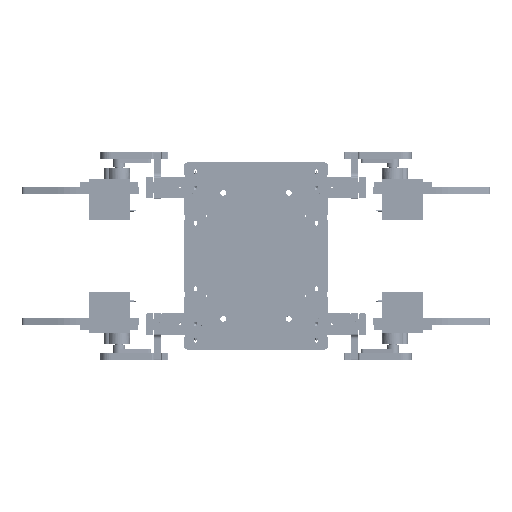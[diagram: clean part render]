
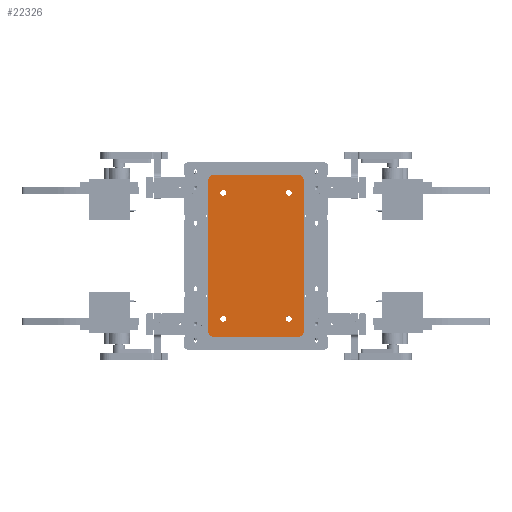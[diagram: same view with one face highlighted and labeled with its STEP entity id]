
A CAD part, top view. The second image highlights one B-rep face of the part: STEP entity #22326.
In plain terms, the highlighted planar face has unit normal (0, 0, 1).
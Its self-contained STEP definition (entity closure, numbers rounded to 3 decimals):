
#2800=FACE_BOUND('',#5707,.T.);
#2801=FACE_BOUND('',#5708,.T.);
#2802=FACE_BOUND('',#5709,.T.);
#2803=FACE_BOUND('',#5710,.T.);
#3301=PLANE('',#23601);
#4443=FACE_OUTER_BOUND('',#5706,.T.);
#5706=EDGE_LOOP('',(#20988,#20989,#20990,#20991,#20992,#20993,#20994,#20995));
#5707=EDGE_LOOP('',(#20996));
#5708=EDGE_LOOP('',(#20997));
#5709=EDGE_LOOP('',(#20998));
#5710=EDGE_LOOP('',(#20999));
#7516=LINE('',#45187,#9326);
#7520=LINE('',#45199,#9330);
#7524=LINE('',#45211,#9334);
#7528=LINE('',#45223,#9338);
#9326=VECTOR('',#27542,10.);
#9330=VECTOR('',#27554,10.);
#9334=VECTOR('',#27566,10.);
#9338=VECTOR('',#27578,10.);
#9631=CIRCLE('',#23574,1.6);
#9633=CIRCLE('',#23577,1.6);
#9635=CIRCLE('',#23580,1.6);
#9637=CIRCLE('',#23583,1.6);
#9640=CIRCLE('',#23588,3.);
#9642=CIRCLE('',#23592,3.);
#9644=CIRCLE('',#23596,3.);
#9646=CIRCLE('',#23600,3.);
#11678=VERTEX_POINT('',#45157);
#11680=VERTEX_POINT('',#45163);
#11682=VERTEX_POINT('',#45169);
#11684=VERTEX_POINT('',#45175);
#11688=VERTEX_POINT('',#45184);
#11689=VERTEX_POINT('',#45186);
#11691=VERTEX_POINT('',#45192);
#11693=VERTEX_POINT('',#45198);
#11695=VERTEX_POINT('',#45204);
#11697=VERTEX_POINT('',#45210);
#11699=VERTEX_POINT('',#45216);
#11701=VERTEX_POINT('',#45222);
#14770=EDGE_CURVE('',#11678,#11678,#9631,.T.);
#14773=EDGE_CURVE('',#11680,#11680,#9633,.T.);
#14776=EDGE_CURVE('',#11682,#11682,#9635,.T.);
#14779=EDGE_CURVE('',#11684,#11684,#9637,.T.);
#14784=EDGE_CURVE('',#11689,#11688,#7516,.T.);
#14787=EDGE_CURVE('',#11691,#11689,#9640,.T.);
#14790=EDGE_CURVE('',#11693,#11691,#7520,.T.);
#14793=EDGE_CURVE('',#11695,#11693,#9642,.T.);
#14796=EDGE_CURVE('',#11697,#11695,#7524,.T.);
#14799=EDGE_CURVE('',#11699,#11697,#9644,.T.);
#14802=EDGE_CURVE('',#11701,#11699,#7528,.T.);
#14805=EDGE_CURVE('',#11688,#11701,#9646,.T.);
#20988=ORIENTED_EDGE('',*,*,#14805,.T.);
#20989=ORIENTED_EDGE('',*,*,#14802,.T.);
#20990=ORIENTED_EDGE('',*,*,#14799,.T.);
#20991=ORIENTED_EDGE('',*,*,#14796,.T.);
#20992=ORIENTED_EDGE('',*,*,#14793,.T.);
#20993=ORIENTED_EDGE('',*,*,#14790,.T.);
#20994=ORIENTED_EDGE('',*,*,#14787,.T.);
#20995=ORIENTED_EDGE('',*,*,#14784,.T.);
#20996=ORIENTED_EDGE('',*,*,#14779,.T.);
#20997=ORIENTED_EDGE('',*,*,#14776,.T.);
#20998=ORIENTED_EDGE('',*,*,#14773,.T.);
#20999=ORIENTED_EDGE('',*,*,#14770,.T.);
#22326=ADVANCED_FACE('',(#4443,#2800,#2801,#2802,#2803),#3301,.T.);
#23574=AXIS2_PLACEMENT_3D('',#45158,#27512,#27513);
#23577=AXIS2_PLACEMENT_3D('',#45164,#27519,#27520);
#23580=AXIS2_PLACEMENT_3D('',#45170,#27526,#27527);
#23583=AXIS2_PLACEMENT_3D('',#45176,#27533,#27534);
#23588=AXIS2_PLACEMENT_3D('',#45193,#27548,#27549);
#23592=AXIS2_PLACEMENT_3D('',#45205,#27560,#27561);
#23596=AXIS2_PLACEMENT_3D('',#45217,#27572,#27573);
#23600=AXIS2_PLACEMENT_3D('',#45227,#27584,#27585);
#23601=AXIS2_PLACEMENT_3D('',#45228,#27586,#27587);
#27512=DIRECTION('center_axis',(0.,0.,-1.));
#27513=DIRECTION('ref_axis',(1.,0.,0.));
#27519=DIRECTION('center_axis',(0.,0.,-1.));
#27520=DIRECTION('ref_axis',(1.,0.,0.));
#27526=DIRECTION('center_axis',(0.,0.,-1.));
#27527=DIRECTION('ref_axis',(1.,0.,0.));
#27533=DIRECTION('center_axis',(0.,0.,-1.));
#27534=DIRECTION('ref_axis',(1.,0.,0.));
#27542=DIRECTION('',(-1.,0.,0.));
#27548=DIRECTION('center_axis',(0.,0.,1.));
#27549=DIRECTION('ref_axis',(1.,0.,0.));
#27554=DIRECTION('',(0.,1.,0.));
#27560=DIRECTION('center_axis',(0.,0.,1.));
#27561=DIRECTION('ref_axis',(0.,-1.,0.));
#27566=DIRECTION('',(1.,0.,0.));
#27572=DIRECTION('center_axis',(0.,0.,1.));
#27573=DIRECTION('ref_axis',(-1.,0.,0.));
#27578=DIRECTION('',(0.,-1.,0.));
#27584=DIRECTION('center_axis',(0.,0.,1.));
#27585=DIRECTION('ref_axis',(0.,1.,0.));
#27586=DIRECTION('center_axis',(0.,0.,1.));
#27587=DIRECTION('ref_axis',(1.,0.,0.));
#45157=CARTESIAN_POINT('',(-60.319,32.779,4.));
#45158=CARTESIAN_POINT('Origin',(-58.719,32.779,4.));
#45163=CARTESIAN_POINT('',(9.681,32.779,4.));
#45164=CARTESIAN_POINT('Origin',(11.281,32.779,4.));
#45169=CARTESIAN_POINT('',(9.681,69.279,4.));
#45170=CARTESIAN_POINT('Origin',(11.281,69.279,4.));
#45175=CARTESIAN_POINT('',(-60.319,69.279,4.));
#45176=CARTESIAN_POINT('Origin',(-58.719,69.279,4.));
#45184=CARTESIAN_POINT('',(-65.719,77.529,4.));
#45186=CARTESIAN_POINT('',(18.281,77.529,4.));
#45187=CARTESIAN_POINT('',(-65.719,77.529,4.));
#45192=CARTESIAN_POINT('',(21.281,74.529,4.));
#45193=CARTESIAN_POINT('Origin',(18.281,74.529,4.));
#45198=CARTESIAN_POINT('',(21.281,27.529,4.));
#45199=CARTESIAN_POINT('',(21.281,74.529,4.));
#45204=CARTESIAN_POINT('',(18.281,24.529,4.));
#45205=CARTESIAN_POINT('Origin',(18.281,27.529,4.));
#45210=CARTESIAN_POINT('',(-65.719,24.529,4.));
#45211=CARTESIAN_POINT('',(18.281,24.529,4.));
#45216=CARTESIAN_POINT('',(-68.719,27.529,4.));
#45217=CARTESIAN_POINT('Origin',(-65.719,27.529,4.));
#45222=CARTESIAN_POINT('',(-68.719,74.529,4.));
#45223=CARTESIAN_POINT('',(-68.719,27.529,4.));
#45227=CARTESIAN_POINT('Origin',(-65.719,74.529,4.));
#45228=CARTESIAN_POINT('Origin',(-23.719,51.029,4.));
